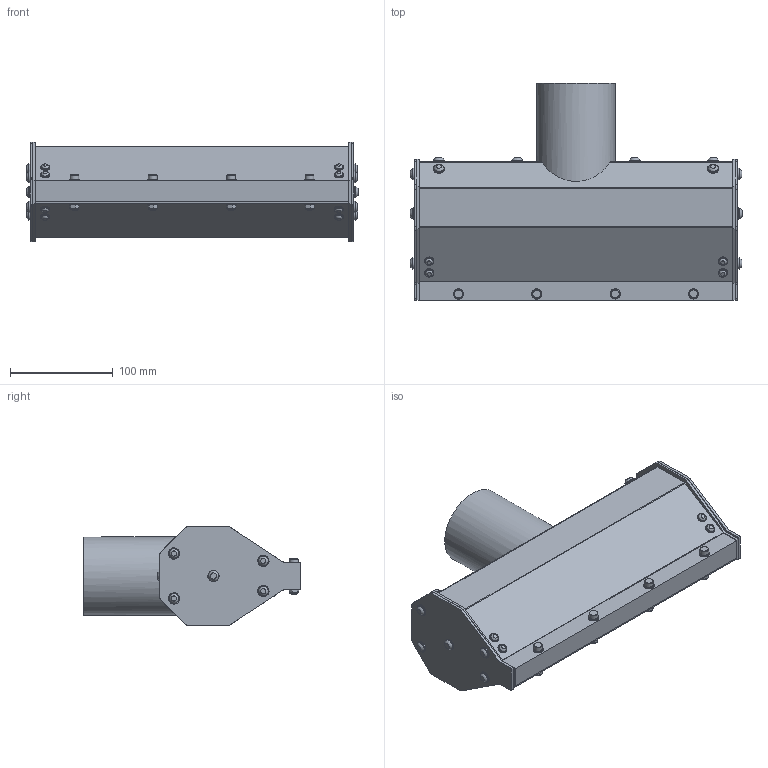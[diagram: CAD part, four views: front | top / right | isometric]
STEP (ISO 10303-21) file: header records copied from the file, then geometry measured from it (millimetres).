
FILE_DESCRIPTION(/* description */ (''),/* implementation_level */ '2;1');
FILE_NAME(/* name */ 'MAP3xxxxxx012_A.stp',/* time_stamp */ '2018-12-07T11:53:47-05:00',/* author */ ('James'),/* organization */ (''),/* preprocessor_version */ 'ST-DEVELOPER v16.5',/* originating_system */ 'Autodesk Inventor 2017',/* authorisation */ '');
FILE_SCHEMA (('AUTOMOTIVE_DESIGN { 1 0 10303 214 3 1 1 }'));
Length unit declared in the file: inch
Products named in the file (1): MAP3xxxxxx012_A
Bounding box: 322.89 x 211.04 x 96.53 mm (x, y, z)
Volume: 3001542.1 mm3; surface area: 161167.9 mm2
Topology: 1 solids, 1 shells, 369 faces, 797 edges, 528 vertices
Faces by surface type: plane 168, cylinder 103, cone 60, sphere 26, bspline 8, torus 4
Full cylindrical faces by diameter (mm): 7.6 x8, 8.5 x4, 9 x8, 9.5 x12, 10 x8, 10.5 x6, 11 x18, 76.2 x1
Entity records: 17613 total; most frequent: CARTESIAN_POINT 10177, DIRECTION 1566, ORIENTED_EDGE 1354, EDGE_CURVE 677, AXIS2_PLACEMENT_3D 659, EDGE_LOOP 548, VERTEX_POINT 489, FACE_OUTER_BOUND 369
